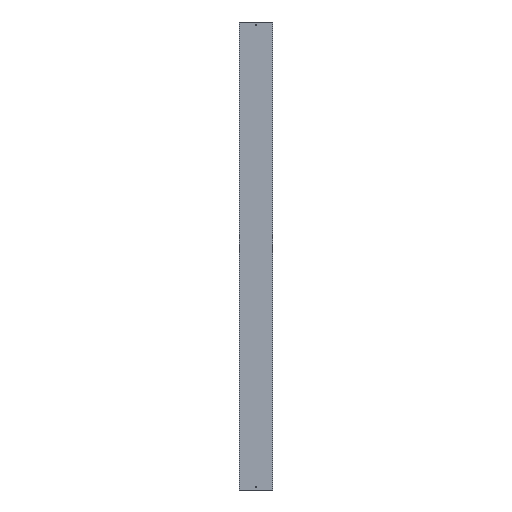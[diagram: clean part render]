
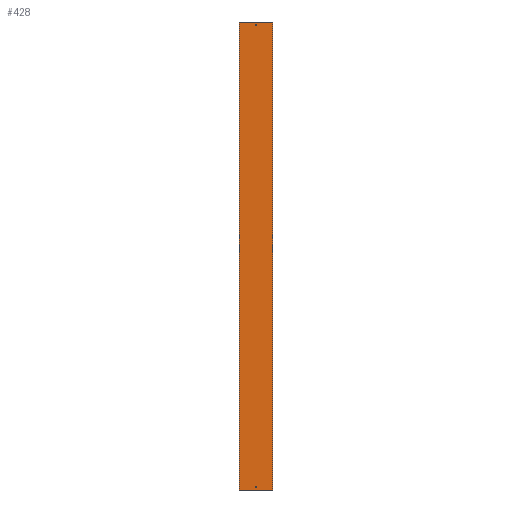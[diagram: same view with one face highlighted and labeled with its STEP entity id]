
A CAD part, front view. The second image highlights one B-rep face of the part: STEP entity #428.
In plain terms, the highlighted planar face has unit normal (0, -1, 0).
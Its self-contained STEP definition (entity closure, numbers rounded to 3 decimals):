
#8 = CARTESIAN_POINT ( 'NONE',  ( 2.75, -1.5, -986. ) ) ;
#13 = CIRCLE ( 'NONE', #371, 2.75 ) ;
#28 = DIRECTION ( 'NONE',  ( 0., 0., -1. ) ) ;
#30 = DIRECTION ( 'NONE',  ( 0., -1., 0. ) ) ;
#31 = EDGE_LOOP ( 'NONE', ( #79, #399 ) ) ;
#32 = EDGE_CURVE ( 'NONE', #433, #503, #317, .T. ) ;
#33 = LINE ( 'NONE', #481, #146 ) ;
#35 = VERTEX_POINT ( 'NONE', #546 ) ;
#53 = VERTEX_POINT ( 'NONE', #208 ) ;
#79 = ORIENTED_EDGE ( 'NONE', *, *, #186, .F. ) ;
#84 = EDGE_CURVE ( 'NONE', #35, #53, #459, .T. ) ;
#86 = DIRECTION ( 'NONE',  ( 0., 0., -1. ) ) ;
#87 = CARTESIAN_POINT ( 'NONE',  ( 0., -1.5, -986. ) ) ;
#91 = EDGE_CURVE ( 'NONE', #570, #574, #354, .T. ) ;
#97 = CARTESIAN_POINT ( 'NONE',  ( 71.183, -1.5, -1000. ) ) ;
#98 = ORIENTED_EDGE ( 'NONE', *, *, #388, .F. ) ;
#101 = AXIS2_PLACEMENT_3D ( 'NONE', #607, #30, #611 ) ;
#125 = LINE ( 'NONE', #551, #362 ) ;
#138 = DIRECTION ( 'NONE',  ( 1., 0., 0. ) ) ;
#145 = CARTESIAN_POINT ( 'NONE',  ( 71.183, -1.5, 1000. ) ) ;
#146 = VECTOR ( 'NONE', #239, 1000. ) ;
#158 = VERTEX_POINT ( 'NONE', #97 ) ;
#173 = CARTESIAN_POINT ( 'NONE',  ( 69., -1.5, 1000. ) ) ;
#183 = DIRECTION ( 'NONE',  ( 0., -1., 0. ) ) ;
#186 = EDGE_CURVE ( 'NONE', #53, #35, #13, .T. ) ;
#187 = DIRECTION ( 'NONE',  ( -1., 0., 0. ) ) ;
#208 = CARTESIAN_POINT ( 'NONE',  ( 2.75, -1.5, 986. ) ) ;
#239 = DIRECTION ( 'NONE',  ( 1., 0., 0. ) ) ;
#242 = CARTESIAN_POINT ( 'NONE',  ( -71.183, -1.5, 1000. ) ) ;
#245 = DIRECTION ( 'NONE',  ( 0., 1., 0. ) ) ;
#290 = DIRECTION ( 'NONE',  ( -1., 0., 0. ) ) ;
#307 = DIRECTION ( 'NONE',  ( 1., 0., 0. ) ) ;
#317 = LINE ( 'NONE', #173, #527 ) ;
#330 = CARTESIAN_POINT ( 'NONE',  ( 0., -1.5, -986. ) ) ;
#333 = EDGE_CURVE ( 'NONE', #480, #158, #33, .T. ) ;
#336 = CARTESIAN_POINT ( 'NONE',  ( 69., -1.5, 1000. ) ) ;
#347 = CARTESIAN_POINT ( 'NONE',  ( 71.183, -1.5, 1000. ) ) ;
#350 = CARTESIAN_POINT ( 'NONE',  ( -2.75, -1.5, -986. ) ) ;
#354 = CIRCLE ( 'NONE', #367, 2.75 ) ;
#362 = VECTOR ( 'NONE', #28, 1000. ) ;
#365 = VECTOR ( 'NONE', #86, 1000. ) ;
#367 = AXIS2_PLACEMENT_3D ( 'NONE', #87, #375, #187 ) ;
#371 = AXIS2_PLACEMENT_3D ( 'NONE', #429, #183, #138 ) ;
#375 = DIRECTION ( 'NONE',  ( 0., -1., 0. ) ) ;
#386 = ORIENTED_EDGE ( 'NONE', *, *, #333, .T. ) ;
#388 = EDGE_CURVE ( 'NONE', #503, #158, #602, .T. ) ;
#394 = AXIS2_PLACEMENT_3D ( 'NONE', #336, #245, #290 ) ;
#395 = ORIENTED_EDGE ( 'NONE', *, *, #32, .F. ) ;
#399 = ORIENTED_EDGE ( 'NONE', *, *, #84, .F. ) ;
#428 = ADVANCED_FACE ( 'NONE', ( #525, #562, #471 ), #478, .F. ) ;
#429 = CARTESIAN_POINT ( 'NONE',  ( 0., -1.5, 986. ) ) ;
#433 = VERTEX_POINT ( 'NONE', #242 ) ;
#454 = EDGE_CURVE ( 'NONE', #574, #570, #582, .T. ) ;
#459 = CIRCLE ( 'NONE', #101, 2.75 ) ;
#471 = FACE_OUTER_BOUND ( 'NONE', #580, .T. ) ;
#478 = PLANE ( 'NONE',  #394 ) ;
#480 = VERTEX_POINT ( 'NONE', #534 ) ;
#481 = CARTESIAN_POINT ( 'NONE',  ( 69., -1.5, -1000. ) ) ;
#491 = ORIENTED_EDGE ( 'NONE', *, *, #454, .F. ) ;
#496 = AXIS2_PLACEMENT_3D ( 'NONE', #330, #613, #520 ) ;
#503 = VERTEX_POINT ( 'NONE', #347 ) ;
#520 = DIRECTION ( 'NONE',  ( -1., 0., 0. ) ) ;
#524 = ORIENTED_EDGE ( 'NONE', *, *, #612, .T. ) ;
#525 = FACE_BOUND ( 'NONE', #31, .T. ) ;
#527 = VECTOR ( 'NONE', #307, 1000. ) ;
#532 = EDGE_LOOP ( 'NONE', ( #491, #592 ) ) ;
#534 = CARTESIAN_POINT ( 'NONE',  ( -71.183, -1.5, -1000. ) ) ;
#546 = CARTESIAN_POINT ( 'NONE',  ( -2.75, -1.5, 986. ) ) ;
#551 = CARTESIAN_POINT ( 'NONE',  ( -71.183, -1.5, 1000. ) ) ;
#562 = FACE_BOUND ( 'NONE', #532, .T. ) ;
#570 = VERTEX_POINT ( 'NONE', #350 ) ;
#574 = VERTEX_POINT ( 'NONE', #8 ) ;
#580 = EDGE_LOOP ( 'NONE', ( #386, #98, #395, #524 ) ) ;
#582 = CIRCLE ( 'NONE', #496, 2.75 ) ;
#592 = ORIENTED_EDGE ( 'NONE', *, *, #91, .F. ) ;
#602 = LINE ( 'NONE', #145, #365 ) ;
#607 = CARTESIAN_POINT ( 'NONE',  ( 0., -1.5, 986. ) ) ;
#611 = DIRECTION ( 'NONE',  ( 1., 0., 0. ) ) ;
#612 = EDGE_CURVE ( 'NONE', #433, #480, #125, .T. ) ;
#613 = DIRECTION ( 'NONE',  ( 0., -1., 0. ) ) ;
